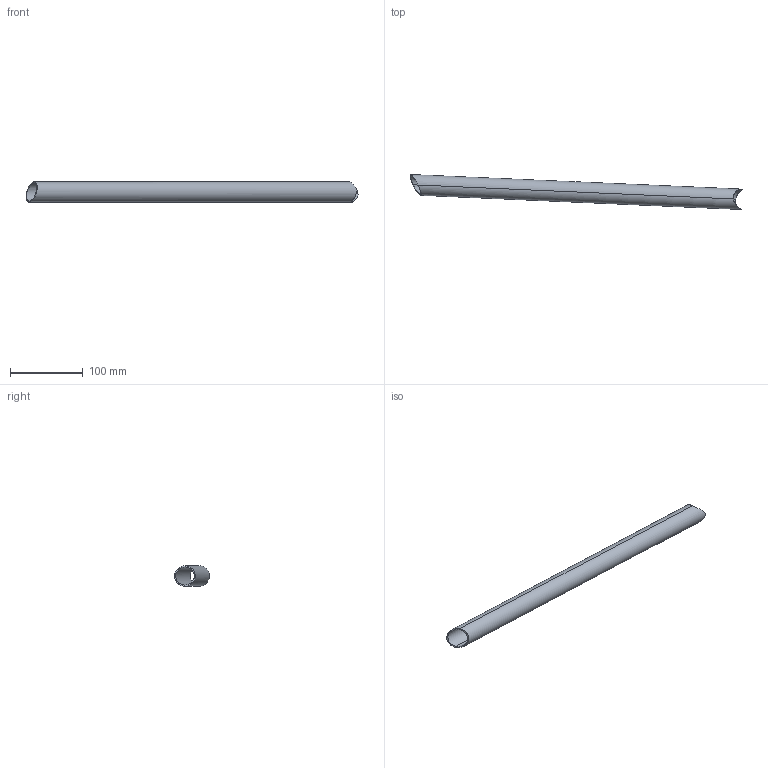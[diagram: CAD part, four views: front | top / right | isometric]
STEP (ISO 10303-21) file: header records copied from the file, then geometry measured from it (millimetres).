
FILE_DESCRIPTION(('CATIA V5 STEP Exchange'),'2;1');
FILE_NAME('Tube_57.stp','2023-03-07T15:56:41+00:00',('none'),('none'),'CATIA Version 5 Release 19 SP 2 (IN-10)','CATIA V5 STEP AP203','none');
FILE_SCHEMA(('CONFIG_CONTROL_DESIGN'));
Length unit declared in the file: millimetre
Products named in the file (1): Shape_366
Bounding box: 456.16 x 48.04 x 28 mm (x, y, z)
Volume: 55228.5 mm3; surface area: 73971.4 mm2
Topology: 1 solids, 1 shells, 7 faces, 20 edges, 14 vertices
Faces by surface type: cylinder 4, bspline 2, plane 1
Entity records: 1609 total; most frequent: CARTESIAN_POINT 1413, ORIENTED_EDGE 40, EDGE_CURVE 20, DIRECTION 16, VERTEX_POINT 14, B_SPLINE_CURVE_WITH_KNOTS 12, EDGE_LOOP 8, ADVANCED_FACE 7
